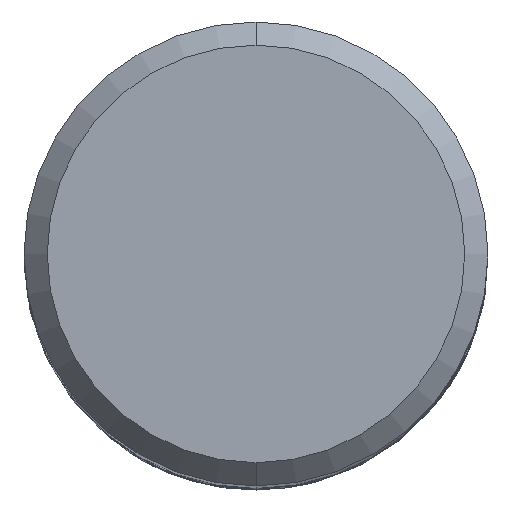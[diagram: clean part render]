
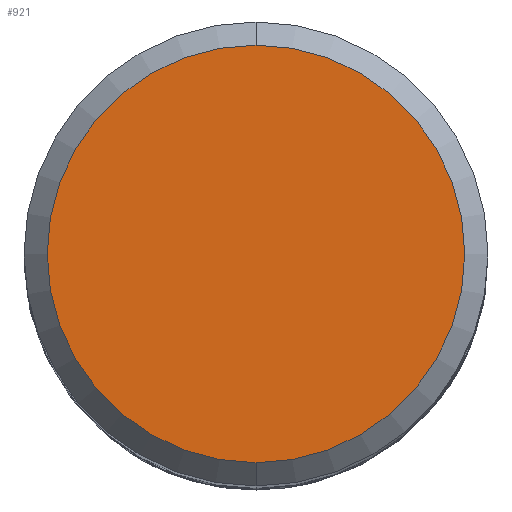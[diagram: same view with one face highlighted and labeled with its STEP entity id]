
A CAD part, top view. The second image highlights one B-rep face of the part: STEP entity #921.
In plain terms, the highlighted planar face has unit normal (0, 0, 1).
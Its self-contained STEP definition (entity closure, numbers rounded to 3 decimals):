
#591=EDGE_CURVE('',#1131,#1507,#1703,.T.);
#907=EDGE_CURVE('',#1507,#1131,#2049,.T.);
#921=ADVANCED_FACE('',(#2064),#2065,.T.);
#1131=VERTEX_POINT('',#2299);
#1507=VERTEX_POINT('',#2704);
#1703=CIRCLE('',#2922,7.2);
#2049=CIRCLE('',#7098,7.2);
#2064=FACE_OUTER_BOUND('',#7140,.T.);
#2065=PLANE('',#7141);
#2299=CARTESIAN_POINT('',(0.,-7.2,0.0));
#2704=CARTESIAN_POINT('',(0.0,7.2,0.0));
#2922=AXIS2_PLACEMENT_3D('',#18631,#18632,#18633);
#7098=AXIS2_PLACEMENT_3D('',#18999,#19000,#19001);
#7140=EDGE_LOOP('',(#19014,#19015));
#7141=AXIS2_PLACEMENT_3D('',#19016,#19017,#19018);
#18631=CARTESIAN_POINT('',(0.0,0.0,0.0));
#18632=DIRECTION('',(0.0,0.0,-1.0));
#18633=DIRECTION('',(0.0,1.0,0.0));
#18999=CARTESIAN_POINT('',(0.0,0.0,0.0));
#19000=DIRECTION('',(0.0,0.0,-1.0));
#19001=DIRECTION('',(0.0,1.0,0.0));
#19014=ORIENTED_EDGE('',*,*,#907,.F.);
#19015=ORIENTED_EDGE('',*,*,#591,.F.);
#19016=CARTESIAN_POINT('',(0.0,3.6,0.0));
#19017=DIRECTION('',(-0.0,0.0,1.0));
#19018=DIRECTION('',(0.0,-1.0,0.0));
